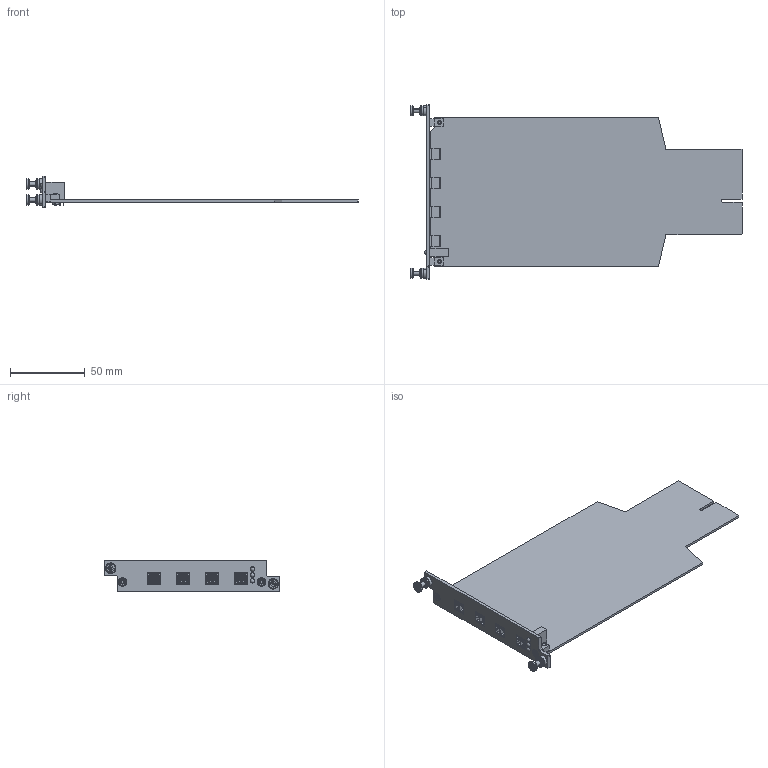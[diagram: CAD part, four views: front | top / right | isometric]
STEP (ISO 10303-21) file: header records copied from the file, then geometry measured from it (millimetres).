
FILE_DESCRIPTION(('FreeCAD Model'),'2;1');
FILE_NAME('Open CASCADE Shape Model','2023-03-24T10:12:19',(''),(''), 'Open CASCADE STEP processor 7.6','FreeCAD','Unknown');
FILE_SCHEMA(('AUTOMOTIVE_DESIGN { 1 0 10303 214 1 1 1 1 }'));
Length unit declared in the file: millimetre
Products named in the file (58): PCB; Board; ME101; 6699793856; Extruded002; 6699793664; Extruded003; ME100; 6699793856001; 6699793664001; LED401; 6515156224; Cylinder; 6515156608; Sphere; 6515156992; Sphere001; 6515157376; Cylinder001; 6515157760; Cylinder002; 6515158144; Sphere002; 6515158528; Extruded004; 6515158720; Extruded010; 6515158720001; 6515158720002; 6515158720003; 6515158720004; 6515158720005; 6515158912; Extruded011; ME107; US200250; ME106; US200251; ME105; SC01025052 ...
Assembly tree (69 placements, depth 4):
  PCB
    Board
    ME101
      6699793856
        Extruded002
      6699793664
        Extruded003
    ME100
      6699793856001
        Extruded002
      6699793664001
        Extruded003
    LED401
      6515156224
        Cylinder
      6515156608
        Sphere
      6515156992
        Sphere001
      6515157376
        Cylinder001
      6515157760
        Cylinder002
      6515158144
        Sphere002
      6515158528
        Extruded004
      6515158720
        Extruded010
      6515158720001
        Extruded010
      6515158720002
        Extruded010
      6515158720003
        Extruded010
      6515158720004
        Extruded010
      6515158720005
        Extruded010
      6515158912
        Extruded011
    ME107
      US200250
    ME106
      US200251
    ME105
      SC01025052
    ME104
      SC01025053
    ME103
      10172006
    ME102
      10172006001
    2022-0118z
      2022-0118z_2022-0118z
      PFHV_M3-0_PFHV_M3-0
        KVT_PFHV_M3_011_KVT_PFHV_M3_012
        KVT_PFHV_M3_012_KVT_PFHV_M3_013
      PFHV_M3-0_PFHV_M3-001
        KVT_PFHV_M3_011_KVT_PFHV_M3_012
Bounding box: 222.13 x 117 x 21 mm (x, y, z)
Volume: 34814.6 mm3; surface area: 48693.2 mm2
Topology: 34 solids, 36 shells, 1326 faces, 3462 edges, 2248 vertices
Faces by surface type: plane 991, cylinder 234, cone 86, torus 12, sphere 3
Full cylindrical faces by diameter (mm): 0.195 x2, 0.8 x6, 1.4 x8, 2.224 x4, 2.5 x4, 2.6 x2, 2.7 x2, 2.9 x3, 4.7 x2
Entity records: 41248 total; most frequent: CARTESIAN_POINT 7723, DIRECTION 5883, LINE 3755, VECTOR 3755, ORIENTED_EDGE 2992, PCURVE 2992, DEFINITIONAL_REPRESENTATION 2992, EDGE_CURVE 1496
